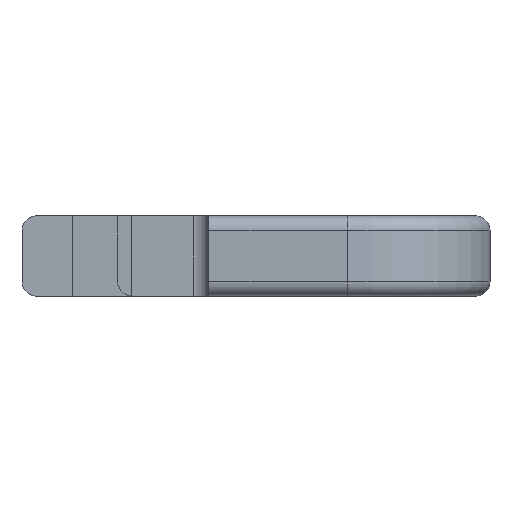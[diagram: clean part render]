
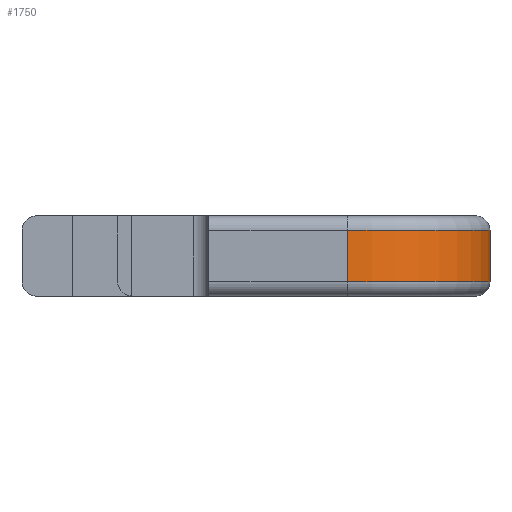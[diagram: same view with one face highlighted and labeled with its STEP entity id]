
A CAD part, front view. The second image highlights one B-rep face of the part: STEP entity #1750.
In plain terms, the highlighted cylindrical face has radius 19.5 mm (diameter 39 mm), a partial arc.
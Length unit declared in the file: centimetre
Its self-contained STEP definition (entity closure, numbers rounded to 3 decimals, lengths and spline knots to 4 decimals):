
#141=CIRCLE('',#1931,1.95);
#143=CIRCLE('',#1936,1.95);
#280=FACE_OUTER_BOUND('',#389,.T.);
#389=EDGE_LOOP('',(#1576,#1577,#1578,#1579));
#536=LINE('',#4065,#680);
#538=LINE('',#4068,#682);
#680=VECTOR('',#2440,1.);
#682=VECTOR('',#2444,1.);
#819=VERTEX_POINT('',#2864);
#838=VERTEX_POINT('',#4054);
#839=VERTEX_POINT('',#4058);
#840=VERTEX_POINT('',#4064);
#1086=EDGE_CURVE('',#838,#839,#141,.T.);
#1089=EDGE_CURVE('',#840,#839,#536,.T.);
#1091=EDGE_CURVE('',#838,#819,#538,.T.);
#1092=EDGE_CURVE('',#840,#819,#143,.T.);
#1576=ORIENTED_EDGE('',*,*,#1086,.F.);
#1577=ORIENTED_EDGE('',*,*,#1091,.T.);
#1578=ORIENTED_EDGE('',*,*,#1092,.F.);
#1579=ORIENTED_EDGE('',*,*,#1089,.T.);
#1645=CYLINDRICAL_SURFACE('',#1935,1.95);
#1750=ADVANCED_FACE('',(#280),#1645,.T.);
#1931=AXIS2_PLACEMENT_3D('',#4059,#2431,#2432);
#1935=AXIS2_PLACEMENT_3D('',#4067,#2442,#2443);
#1936=AXIS2_PLACEMENT_3D('',#4069,#2445,#2446);
#2431=DIRECTION('center_axis',(0.,0.,1.));
#2432=DIRECTION('ref_axis',(0.707,-0.707,0.));
#2440=DIRECTION('',(0.,0.,1.));
#2442=DIRECTION('center_axis',(0.,0.,1.));
#2443=DIRECTION('ref_axis',(0.707,-0.707,0.));
#2444=DIRECTION('',(0.,0.,-1.));
#2445=DIRECTION('center_axis',(0.,0.,-1.));
#2446=DIRECTION('ref_axis',(0.707,-0.707,0.));
#2864=CARTESIAN_POINT('',(27.65,82.708,-9.9));
#4054=CARTESIAN_POINT('',(27.65,82.708,-9.2));
#4058=CARTESIAN_POINT('',(29.6,84.658,-9.2));
#4059=CARTESIAN_POINT('Origin',(27.65,84.658,-9.2));
#4064=CARTESIAN_POINT('',(29.6,84.658,-9.9));
#4065=CARTESIAN_POINT('',(29.6,84.658,-9.55));
#4067=CARTESIAN_POINT('Origin',(27.65,84.658,-9.55));
#4068=CARTESIAN_POINT('',(27.65,82.708,-9.55));
#4069=CARTESIAN_POINT('Origin',(27.65,84.658,-9.9));
